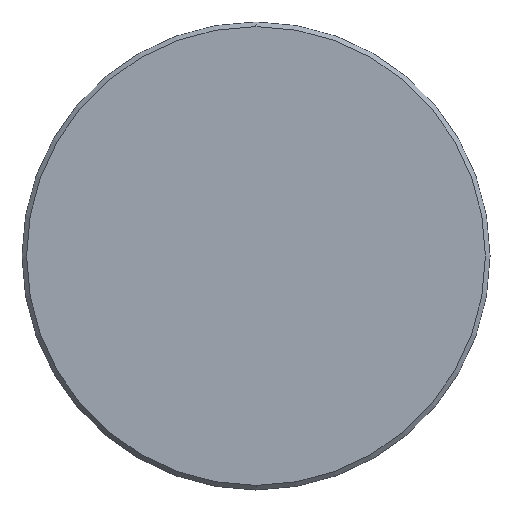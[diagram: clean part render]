
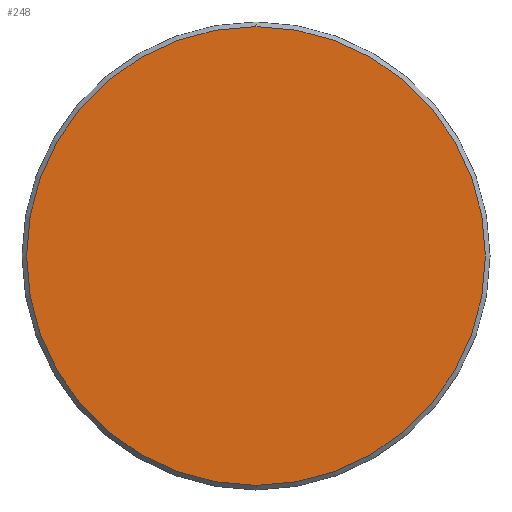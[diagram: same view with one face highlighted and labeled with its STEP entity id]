
A CAD part, left-side view. The second image highlights one B-rep face of the part: STEP entity #248.
In plain terms, the highlighted planar face has unit normal (-1, 0, 0).
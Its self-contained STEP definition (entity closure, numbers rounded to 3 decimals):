
#10 = ORIENTED_EDGE ( 'NONE', *, *, #97, .T. ) ;
#19 = DIRECTION ( 'NONE',  ( 0., 0., -1. ) ) ;
#40 = CARTESIAN_POINT ( 'NONE',  ( -1.5, 0., 0. ) ) ;
#43 = VERTEX_POINT ( 'NONE', #180 ) ;
#67 = FACE_OUTER_BOUND ( 'NONE', #143, .T. ) ;
#75 = CIRCLE ( 'NONE', #232, 12.45 ) ;
#96 = VERTEX_POINT ( 'NONE', #252 ) ;
#97 = EDGE_CURVE ( 'NONE', #96, #43, #75, .T. ) ;
#107 = ORIENTED_EDGE ( 'NONE', *, *, #296, .T. ) ;
#129 = AXIS2_PLACEMENT_3D ( 'NONE', #260, #262, #215 ) ;
#131 = PLANE ( 'NONE',  #156 ) ;
#140 = DIRECTION ( 'NONE',  ( 0., 0., -1. ) ) ;
#143 = EDGE_LOOP ( 'NONE', ( #107, #10 ) ) ;
#156 = AXIS2_PLACEMENT_3D ( 'NONE', #288, #301, #19 ) ;
#180 = CARTESIAN_POINT ( 'NONE',  ( -1.5, 0., -12.45 ) ) ;
#215 = DIRECTION ( 'NONE',  ( 0., 0., -1. ) ) ;
#231 = CIRCLE ( 'NONE', #129, 12.45 ) ;
#232 = AXIS2_PLACEMENT_3D ( 'NONE', #40, #281, #140 ) ;
#248 = ADVANCED_FACE ( 'NONE', ( #67 ), #131, .F. ) ;
#252 = CARTESIAN_POINT ( 'NONE',  ( -1.5, 0., 12.45 ) ) ;
#260 = CARTESIAN_POINT ( 'NONE',  ( -1.5, 0., 0. ) ) ;
#262 = DIRECTION ( 'NONE',  ( -1., 0., 0. ) ) ;
#281 = DIRECTION ( 'NONE',  ( -1., 0., 0. ) ) ;
#288 = CARTESIAN_POINT ( 'NONE',  ( -1.5, 0., 0. ) ) ;
#296 = EDGE_CURVE ( 'NONE', #43, #96, #231, .T. ) ;
#301 = DIRECTION ( 'NONE',  ( 1., 0., 0. ) ) ;
